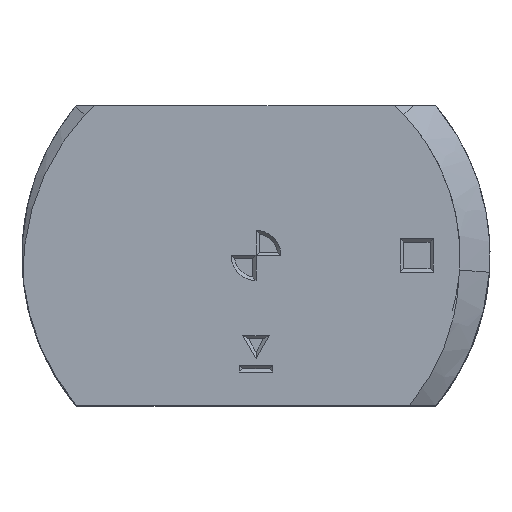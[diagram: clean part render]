
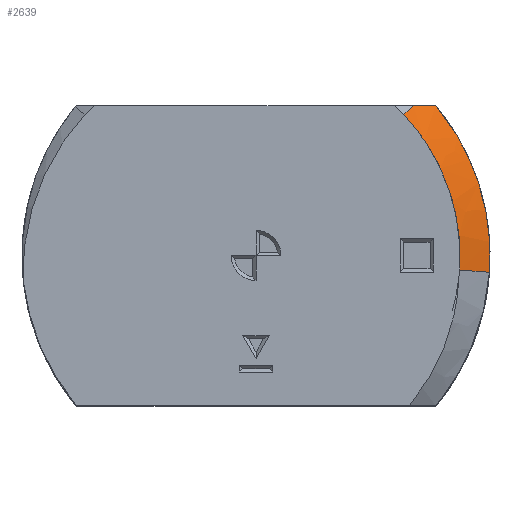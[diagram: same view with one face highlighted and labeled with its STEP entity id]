
A CAD part, top view. The second image highlights one B-rep face of the part: STEP entity #2639.
In plain terms, the highlighted free-form (B-spline) face has degree [3, 3] with [4, 4] control points.
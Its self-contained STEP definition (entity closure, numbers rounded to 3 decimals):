
#81=B_SPLINE_SURFACE_WITH_KNOTS('',3,3,((#5852,#5853,#5854,#5855),(#5856,
#5857,#5858,#5859),(#5860,#5861,#5862,#5863),(#5864,#5865,#5866,#5867)),
 .UNSPECIFIED.,.F.,.F.,.F.,(4,4),(4,4),(-0.001,0.127),
(50.194,51.026),.UNSPECIFIED.);
#162=B_SPLINE_CURVE_WITH_KNOTS('',3,(#3069,#3070,#3071,#3072),
 .UNSPECIFIED.,.F.,.F.,(4,4),(-0.085,0.),.UNSPECIFIED.);
#312=B_SPLINE_CURVE_WITH_KNOTS('',3,(#4828,#4829,#4830,#4831),
 .UNSPECIFIED.,.F.,.F.,(4,4),(0.,0.127),
 .UNSPECIFIED.);
#409=B_SPLINE_CURVE_WITH_KNOTS('',3,(#5812,#5813,#5814,#5815),
 .UNSPECIFIED.,.F.,.F.,(4,4),(50.194,51.026),
 .UNSPECIFIED.);
#410=B_SPLINE_CURVE_WITH_KNOTS('',3,(#5848,#5849,#5850,#5851),
 .UNSPECIFIED.,.F.,.F.,(4,4),(0.071,0.127),
 .UNSPECIFIED.);
#411=B_SPLINE_CURVE_WITH_KNOTS('',3,(#5868,#5869,#5870,#5871,#5872,#5873,
#5874,#5875),.UNSPECIFIED.,.F.,.F.,(4,2,2,4),(0.046,0.275,
0.431,0.587),.UNSPECIFIED.);
#600=FACE_OUTER_BOUND('',#770,.T.);
#770=EDGE_LOOP('',(#2207,#2208,#2209,#2210,#2211));
#1027=VERTEX_POINT('',#3060);
#1028=VERTEX_POINT('',#3068);
#1149=VERTEX_POINT('',#4036);
#1182=VERTEX_POINT('',#4794);
#1183=VERTEX_POINT('',#4819);
#1308=EDGE_CURVE('',#1028,#1027,#162,.T.);
#1491=EDGE_CURVE('',#1183,#1182,#312,.T.);
#1589=EDGE_CURVE('',#1182,#1149,#409,.T.);
#1590=EDGE_CURVE('',#1027,#1149,#410,.T.);
#1591=EDGE_CURVE('',#1028,#1183,#411,.T.);
#2207=ORIENTED_EDGE('',*,*,#1308,.T.);
#2208=ORIENTED_EDGE('',*,*,#1590,.T.);
#2209=ORIENTED_EDGE('',*,*,#1589,.F.);
#2210=ORIENTED_EDGE('',*,*,#1491,.F.);
#2211=ORIENTED_EDGE('',*,*,#1591,.F.);
#2639=ADVANCED_FACE('',(#600),#81,.F.);
#3060=CARTESIAN_POINT('',(4.727,4.5,19.31));
#3068=CARTESIAN_POINT('',(5.394,4.5,18.779));
#3069=CARTESIAN_POINT('Ctrl Pts',(5.394,4.5,18.779));
#3070=CARTESIAN_POINT('Ctrl Pts',(5.175,4.5,18.958));
#3071=CARTESIAN_POINT('Ctrl Pts',(4.951,4.5,19.137));
#3072=CARTESIAN_POINT('Ctrl Pts',(4.727,4.5,19.31));
#4036=CARTESIAN_POINT('',(4.436,4.223,19.712));
#4794=CARTESIAN_POINT('',(6.109,-0.438,19.314));
#4819=CARTESIAN_POINT('',(7.007,-0.503,18.414));
#4828=CARTESIAN_POINT('Ctrl Pts',(7.007,-0.503,18.414));
#4829=CARTESIAN_POINT('Ctrl Pts',(6.708,-0.481,18.714));
#4830=CARTESIAN_POINT('Ctrl Pts',(6.409,-0.46,19.014));
#4831=CARTESIAN_POINT('Ctrl Pts',(6.109,-0.438,19.314));
#5812=CARTESIAN_POINT('Ctrl Pts',(6.109,-0.438,19.314));
#5813=CARTESIAN_POINT('Ctrl Pts',(6.231,1.257,19.447));
#5814=CARTESIAN_POINT('Ctrl Pts',(5.608,2.992,19.579));
#5815=CARTESIAN_POINT('Ctrl Pts',(4.436,4.223,19.712));
#5848=CARTESIAN_POINT('Ctrl Pts',(4.727,4.5,19.31));
#5849=CARTESIAN_POINT('Ctrl Pts',(4.63,4.408,19.444));
#5850=CARTESIAN_POINT('Ctrl Pts',(4.533,4.316,19.578));
#5851=CARTESIAN_POINT('Ctrl Pts',(4.436,4.223,19.712));
#5852=CARTESIAN_POINT('Ctrl Pts',(7.016,-0.503,18.405));
#5853=CARTESIAN_POINT('Ctrl Pts',(7.155,1.444,18.538));
#5854=CARTESIAN_POINT('Ctrl Pts',(6.44,3.437,18.67));
#5855=CARTESIAN_POINT('Ctrl Pts',(5.094,4.85,18.803));
#5856=CARTESIAN_POINT('Ctrl Pts',(6.713,-0.482,18.708));
#5857=CARTESIAN_POINT('Ctrl Pts',(6.847,1.382,18.841));
#5858=CARTESIAN_POINT('Ctrl Pts',(6.162,3.289,18.973));
#5859=CARTESIAN_POINT('Ctrl Pts',(4.875,4.641,19.106));
#5860=CARTESIAN_POINT('Ctrl Pts',(6.411,-0.46,19.011));
#5861=CARTESIAN_POINT('Ctrl Pts',(6.539,1.319,19.144));
#5862=CARTESIAN_POINT('Ctrl Pts',(5.885,3.14,19.276));
#5863=CARTESIAN_POINT('Ctrl Pts',(4.655,4.432,19.409));
#5864=CARTESIAN_POINT('Ctrl Pts',(6.109,-0.438,19.314));
#5865=CARTESIAN_POINT('Ctrl Pts',(6.231,1.257,19.447));
#5866=CARTESIAN_POINT('Ctrl Pts',(5.608,2.992,19.579));
#5867=CARTESIAN_POINT('Ctrl Pts',(4.436,4.223,19.712));
#5868=CARTESIAN_POINT('Ctrl Pts',(5.394,4.5,18.779));
#5869=CARTESIAN_POINT('Ctrl Pts',(5.88,3.918,18.726));
#5870=CARTESIAN_POINT('Ctrl Pts',(6.269,3.259,18.67));
#5871=CARTESIAN_POINT('Ctrl Pts',(6.734,2.066,18.582));
#5872=CARTESIAN_POINT('Ctrl Pts',(6.869,1.563,18.548));
#5873=CARTESIAN_POINT('Ctrl Pts',(7.024,0.535,18.482));
#5874=CARTESIAN_POINT('Ctrl Pts',(7.044,0.015,18.449));
#5875=CARTESIAN_POINT('Ctrl Pts',(7.007,-0.503,18.414));
